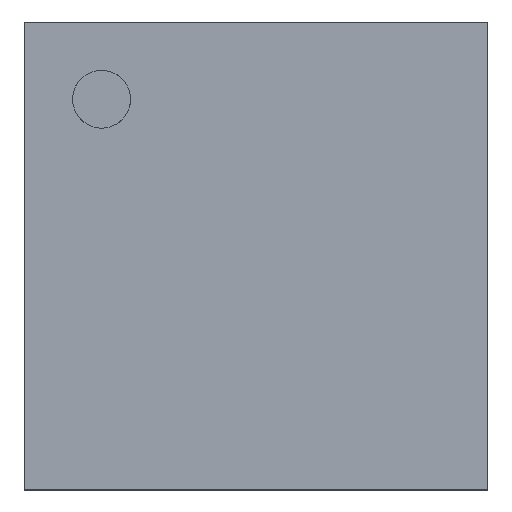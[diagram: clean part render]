
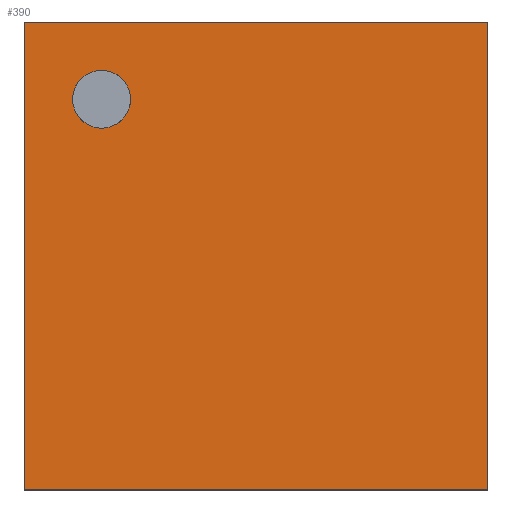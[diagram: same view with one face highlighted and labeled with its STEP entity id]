
A CAD part, top view. The second image highlights one B-rep face of the part: STEP entity #390.
In plain terms, the highlighted planar face has unit normal (0, 0, 1).
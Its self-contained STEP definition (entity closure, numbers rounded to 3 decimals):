
#32 = VERTEX_POINT ( 'NONE', #192 ) ;
#64 = ORIENTED_EDGE ( 'NONE', *, *, #317, .T. ) ;
#70 = ORIENTED_EDGE ( 'NONE', *, *, #794, .F. ) ;
#84 = CIRCLE ( 'NONE', #715, 0.129 ) ;
#116 = DIRECTION ( 'NONE',  ( 0., 0., -1. ) ) ;
#139 = VERTEX_POINT ( 'NONE', #519 ) ;
#151 = CARTESIAN_POINT ( 'NONE',  ( 0., 2.09, 0.625 ) ) ;
#157 = DIRECTION ( 'NONE',  ( 1., 0., 0. ) ) ;
#168 = DIRECTION ( 'NONE',  ( 1., 0., 0. ) ) ;
#172 = DIRECTION ( 'NONE',  ( 1., 0., 0. ) ) ;
#192 = CARTESIAN_POINT ( 'NONE',  ( 2.07, 2.09, 0.625 ) ) ;
#205 = VERTEX_POINT ( 'NONE', #302 ) ;
#225 = ORIENTED_EDGE ( 'NONE', *, *, #713, .T. ) ;
#227 = EDGE_CURVE ( 'NONE', #139, #205, #84, .T. ) ;
#239 = CARTESIAN_POINT ( 'NONE',  ( 0., 0., 0.625 ) ) ;
#267 = DIRECTION ( 'NONE',  ( 1., 0., 0. ) ) ;
#287 = CARTESIAN_POINT ( 'NONE',  ( 2.07, 0., 0.625 ) ) ;
#302 = CARTESIAN_POINT ( 'NONE',  ( 0.474, 1.745, 0.625 ) ) ;
#316 = CIRCLE ( 'NONE', #753, 0.129 ) ;
#317 = EDGE_CURVE ( 'NONE', #205, #139, #316, .T. ) ;
#318 = VERTEX_POINT ( 'NONE', #423 ) ;
#328 = VECTOR ( 'NONE', #459, 1000. ) ;
#344 = ORIENTED_EDGE ( 'NONE', *, *, #792, .T. ) ;
#373 = DIRECTION ( 'NONE',  ( 0., -1., 0. ) ) ;
#378 = LINE ( 'NONE', #679, #939 ) ;
#384 = CARTESIAN_POINT ( 'NONE',  ( 2.07, 0., 0.625 ) ) ;
#390 = ADVANCED_FACE ( 'NONE', ( #699, #784 ), #643, .T. ) ;
#403 = CARTESIAN_POINT ( 'NONE',  ( 0., 0., 0.625 ) ) ;
#411 = DIRECTION ( 'NONE',  ( 0., 0., -1. ) ) ;
#423 = CARTESIAN_POINT ( 'NONE',  ( 0., 2.09, 0.625 ) ) ;
#450 = VERTEX_POINT ( 'NONE', #287 ) ;
#459 = DIRECTION ( 'NONE',  ( 1., 0., 0. ) ) ;
#465 = LINE ( 'NONE', #384, #828 ) ;
#481 = CARTESIAN_POINT ( 'NONE',  ( 0.345, 1.745, 0.625 ) ) ;
#519 = CARTESIAN_POINT ( 'NONE',  ( 0.216, 1.745, 0.625 ) ) ;
#533 = ORIENTED_EDGE ( 'NONE', *, *, #227, .T. ) ;
#536 = LINE ( 'NONE', #239, #659 ) ;
#546 = LINE ( 'NONE', #151, #328 ) ;
#571 = VERTEX_POINT ( 'NONE', #942 ) ;
#576 = AXIS2_PLACEMENT_3D ( 'NONE', #403, #705, #267 ) ;
#633 = CARTESIAN_POINT ( 'NONE',  ( 0.345, 1.745, 0.625 ) ) ;
#643 = PLANE ( 'NONE',  #576 ) ;
#659 = VECTOR ( 'NONE', #373, 1000. ) ;
#667 = ORIENTED_EDGE ( 'NONE', *, *, #804, .F. ) ;
#679 = CARTESIAN_POINT ( 'NONE',  ( 0., 0., 0.625 ) ) ;
#686 = DIRECTION ( 'NONE',  ( 0., -1., 0. ) ) ;
#699 = FACE_BOUND ( 'NONE', #937, .T. ) ;
#705 = DIRECTION ( 'NONE',  ( 0., 0., 1. ) ) ;
#713 = EDGE_CURVE ( 'NONE', #571, #450, #378, .T. ) ;
#715 = AXIS2_PLACEMENT_3D ( 'NONE', #633, #116, #172 ) ;
#753 = AXIS2_PLACEMENT_3D ( 'NONE', #481, #411, #168 ) ;
#784 = FACE_OUTER_BOUND ( 'NONE', #862, .T. ) ;
#792 = EDGE_CURVE ( 'NONE', #318, #571, #536, .T. ) ;
#794 = EDGE_CURVE ( 'NONE', #318, #32, #546, .T. ) ;
#804 = EDGE_CURVE ( 'NONE', #32, #450, #465, .T. ) ;
#828 = VECTOR ( 'NONE', #686, 1000. ) ;
#862 = EDGE_LOOP ( 'NONE', ( #667, #70, #344, #225 ) ) ;
#937 = EDGE_LOOP ( 'NONE', ( #64, #533 ) ) ;
#939 = VECTOR ( 'NONE', #157, 1000. ) ;
#942 = CARTESIAN_POINT ( 'NONE',  ( 0., 0., 0.625 ) ) ;
